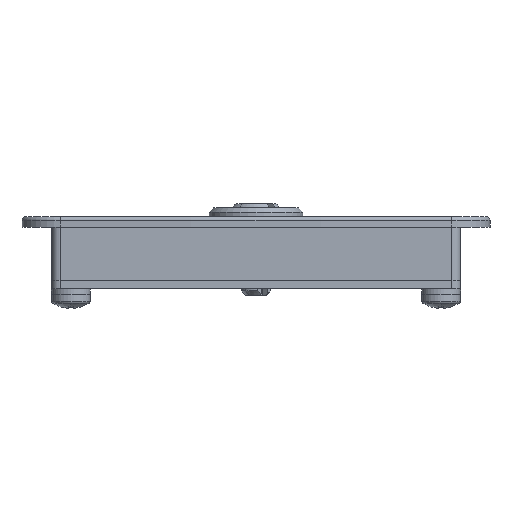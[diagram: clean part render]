
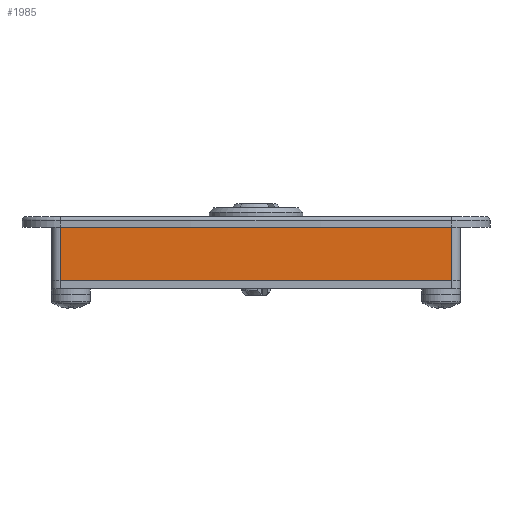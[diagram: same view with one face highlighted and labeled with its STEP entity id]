
A CAD part, front view. The second image highlights one B-rep face of the part: STEP entity #1985.
In plain terms, the highlighted planar face has unit normal (0, -1, 0).
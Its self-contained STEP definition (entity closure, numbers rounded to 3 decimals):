
#451 = CARTESIAN_POINT ( 'NONE',  ( 46., -105., -12.5 ) ) ;
#1985 = ADVANCED_FACE ( 'NONE', ( #13176 ), #5519, .F. ) ;
#2182 = EDGE_CURVE ( 'NONE', #8628, #8634, #2965, .T. ) ;
#2189 = EDGE_CURVE ( 'NONE', #5246, #8628, #2986, .T. ) ;
#2191 = EDGE_CURVE ( 'NONE', #8775, #8634, #2992, .T. ) ;
#2192 = EDGE_CURVE ( 'NONE', #5246, #8775, #2995, .T. ) ;
#2965 = LINE ( 'NONE', #2966, #15003 ) ;
#2966 = CARTESIAN_POINT ( 'NONE',  ( 46., -105., 0. ) ) ;
#2967 = DIRECTION ( 'NONE',  ( -1., 0., 0. ) ) ;
#2986 = LINE ( 'NONE', #2987, #14940 ) ;
#2987 = CARTESIAN_POINT ( 'NONE',  ( 46., -105., -12.5 ) ) ;
#2988 = DIRECTION ( 'NONE',  ( 0., 0., 1. ) ) ;
#2992 = LINE ( 'NONE', #2993, #14944 ) ;
#2993 = CARTESIAN_POINT ( 'NONE',  ( -46., -105., -12.5 ) ) ;
#2994 = DIRECTION ( 'NONE',  ( 0., 0., 1. ) ) ;
#2995 = LINE ( 'NONE', #2996, #14981 ) ;
#2996 = CARTESIAN_POINT ( 'NONE',  ( 46., -105., -12.5 ) ) ;
#2997 = DIRECTION ( 'NONE',  ( -1., 0., 0. ) ) ;
#4029 = EDGE_LOOP ( 'NONE', ( #8254, #8255, #8253, #8256 ) ) ;
#5246 = VERTEX_POINT ( 'NONE', #451 ) ;
#5519 = PLANE ( 'NONE',  #13163 ) ;
#5520 = CARTESIAN_POINT ( 'NONE',  ( 46., -105., -12.5 ) ) ;
#5521 = DIRECTION ( 'NONE',  ( 0., 1., 0. ) ) ;
#5522 = DIRECTION ( 'NONE',  ( -1., 0., 0. ) ) ;
#8253 = ORIENTED_EDGE ( 'NONE', *, *, #2192, .F. ) ;
#8254 = ORIENTED_EDGE ( 'NONE', *, *, #2182, .T. ) ;
#8255 = ORIENTED_EDGE ( 'NONE', *, *, #2191, .F. ) ;
#8256 = ORIENTED_EDGE ( 'NONE', *, *, #2189, .T. ) ;
#8628 = VERTEX_POINT ( 'NONE', #10212 ) ;
#8634 = VERTEX_POINT ( 'NONE', #10215 ) ;
#8775 = VERTEX_POINT ( 'NONE', #10302 ) ;
#10212 = CARTESIAN_POINT ( 'NONE',  ( 46., -105., 0. ) ) ;
#10215 = CARTESIAN_POINT ( 'NONE',  ( -46., -105., 0. ) ) ;
#10302 = CARTESIAN_POINT ( 'NONE',  ( -46., -105., -12.5 ) ) ;
#13163 = AXIS2_PLACEMENT_3D ( 'NONE', #5520, #5521, #5522 ) ;
#13176 = FACE_OUTER_BOUND ( 'NONE', #4029, .T. ) ;
#14940 = VECTOR ( 'NONE', #2988, 1000. ) ;
#14944 = VECTOR ( 'NONE', #2994, 1000. ) ;
#14981 = VECTOR ( 'NONE', #2997, 1000. ) ;
#15003 = VECTOR ( 'NONE', #2967, 1000. ) ;
